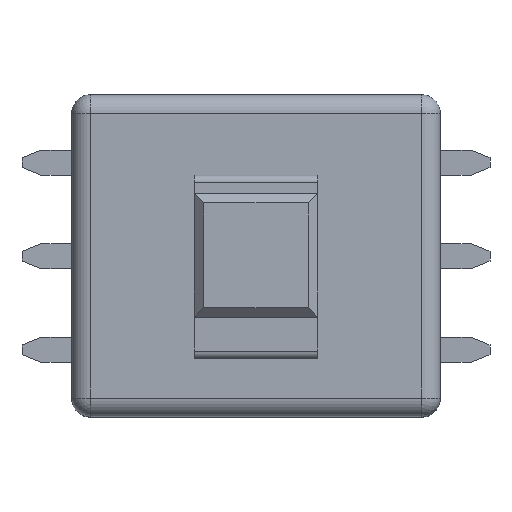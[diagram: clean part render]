
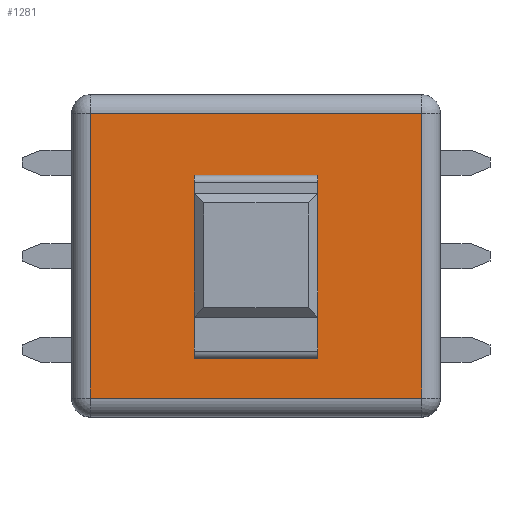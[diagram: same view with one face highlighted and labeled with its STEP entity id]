
A CAD part, top view. The second image highlights one B-rep face of the part: STEP entity #1281.
In plain terms, the highlighted planar face has unit normal (0, 0, 1).
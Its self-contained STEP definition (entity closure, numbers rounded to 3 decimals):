
#21=PLANE('',#1383);
#92=FACE_OUTER_BOUND('',#165,.T.);
#165=EDGE_LOOP('',(#940,#941,#942,#943));
#227=LINE('',#1817,#391);
#229=LINE('',#1825,#393);
#231=LINE('',#1835,#395);
#233=LINE('',#1844,#397);
#391=VECTOR('',#1459,10.);
#393=VECTOR('',#1467,10.);
#395=VECTOR('',#1479,10.);
#397=VECTOR('',#1491,10.);
#579=VERTEX_POINT('',#1814);
#580=VERTEX_POINT('',#1816);
#583=VERTEX_POINT('',#1824);
#586=VERTEX_POINT('',#1834);
#698=EDGE_CURVE('',#579,#580,#227,.T.);
#702=EDGE_CURVE('',#580,#583,#229,.T.);
#707=EDGE_CURVE('',#583,#586,#231,.T.);
#712=EDGE_CURVE('',#586,#579,#233,.T.);
#940=ORIENTED_EDGE('',*,*,#698,.F.);
#941=ORIENTED_EDGE('',*,*,#712,.F.);
#942=ORIENTED_EDGE('',*,*,#707,.F.);
#943=ORIENTED_EDGE('',*,*,#702,.F.);
#1281=ADVANCED_FACE('',(#92),#21,.T.);
#1383=AXIS2_PLACEMENT_3D('',#1894,#1534,#1535);
#1459=DIRECTION('',(0.,-1.,0.));
#1467=DIRECTION('',(-1.,0.,0.));
#1479=DIRECTION('',(0.,1.,0.));
#1491=DIRECTION('',(1.,0.,0.));
#1534=DIRECTION('center_axis',(0.,0.,1.));
#1535=DIRECTION('ref_axis',(1.,0.,0.));
#1814=CARTESIAN_POINT('',(4.425,3.8,7.24));
#1816=CARTESIAN_POINT('',(4.425,-3.8,7.24));
#1817=CARTESIAN_POINT('',(4.425,-2.15,7.24));
#1824=CARTESIAN_POINT('',(-4.425,-3.8,7.24));
#1825=CARTESIAN_POINT('',(-2.463,-3.8,7.24));
#1834=CARTESIAN_POINT('',(-4.425,3.8,7.24));
#1835=CARTESIAN_POINT('',(-4.425,2.15,7.24));
#1844=CARTESIAN_POINT('',(2.463,3.8,7.24));
#1894=CARTESIAN_POINT('Origin',(0.,0.,7.24));
